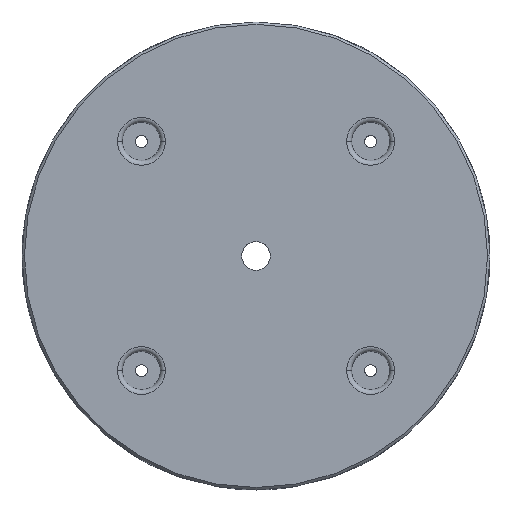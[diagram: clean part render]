
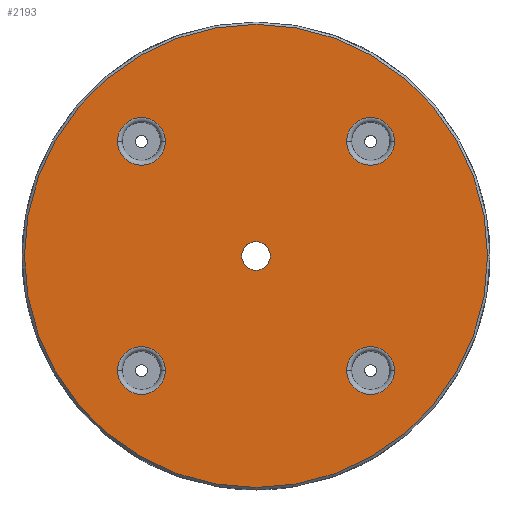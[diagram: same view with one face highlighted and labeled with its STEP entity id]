
A CAD part, top view. The second image highlights one B-rep face of the part: STEP entity #2193.
In plain terms, the highlighted planar face has unit normal (0, 0, 1).
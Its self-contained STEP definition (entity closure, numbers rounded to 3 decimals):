
#9 = DIRECTION ( 'NONE',  ( 1., 0., 0. ) ) ;
#11 = CIRCLE ( 'NONE', #1541, 10. ) ;
#40 = EDGE_LOOP ( 'NONE', ( #814, #782 ) ) ;
#111 = DIRECTION ( 'NONE',  ( 1., 0., 0. ) ) ;
#131 = DIRECTION ( 'NONE',  ( 1., 0., 0. ) ) ;
#142 = ORIENTED_EDGE ( 'NONE', *, *, #1156, .T. ) ;
#155 = CIRCLE ( 'NONE', #1188, 10. ) ;
#164 = CIRCLE ( 'NONE', #3151, 10. ) ;
#189 = CARTESIAN_POINT ( 'NONE',  ( -48., 48., 29. ) ) ;
#194 = EDGE_LOOP ( 'NONE', ( #2154, #1528 ) ) ;
#212 = AXIS2_PLACEMENT_3D ( 'NONE', #2601, #1268, #2929 ) ;
#273 = CARTESIAN_POINT ( 'NONE',  ( 38., 48., 29. ) ) ;
#300 = FACE_BOUND ( 'NONE', #1548, .T. ) ;
#424 = DIRECTION ( 'NONE',  ( 1., 0., 0. ) ) ;
#540 = VERTEX_POINT ( 'NONE', #3960 ) ;
#545 = CIRCLE ( 'NONE', #3513, 6. ) ;
#552 = VERTEX_POINT ( 'NONE', #3698 ) ;
#663 = AXIS2_PLACEMENT_3D ( 'NONE', #2856, #3564, #4189 ) ;
#687 = ORIENTED_EDGE ( 'NONE', *, *, #3128, .T. ) ;
#734 = DIRECTION ( 'NONE',  ( 0., 0., -1. ) ) ;
#744 = ORIENTED_EDGE ( 'NONE', *, *, #2237, .T. ) ;
#770 = CIRCLE ( 'NONE', #2563, 97. ) ;
#782 = ORIENTED_EDGE ( 'NONE', *, *, #1083, .T. ) ;
#790 = DIRECTION ( 'NONE',  ( 1., 0., 0. ) ) ;
#804 = DIRECTION ( 'NONE',  ( 0., 0., -1. ) ) ;
#809 = FACE_BOUND ( 'NONE', #1906, .T. ) ;
#814 = ORIENTED_EDGE ( 'NONE', *, *, #2476, .T. ) ;
#864 = AXIS2_PLACEMENT_3D ( 'NONE', #1495, #804, #131 ) ;
#1013 = AXIS2_PLACEMENT_3D ( 'NONE', #3892, #1262, #9 ) ;
#1069 = EDGE_CURVE ( 'NONE', #540, #2902, #2118, .T. ) ;
#1078 = DIRECTION ( 'NONE',  ( 0., 0., -1. ) ) ;
#1083 = EDGE_CURVE ( 'NONE', #552, #2256, #11, .T. ) ;
#1128 = DIRECTION ( 'NONE',  ( 1., 0., 0. ) ) ;
#1130 = CARTESIAN_POINT ( 'NONE',  ( 38., -48., 29. ) ) ;
#1139 = DIRECTION ( 'NONE',  ( 1., 0., 0. ) ) ;
#1156 = EDGE_CURVE ( 'NONE', #3212, #2157, #770, .T. ) ;
#1188 = AXIS2_PLACEMENT_3D ( 'NONE', #2753, #734, #424 ) ;
#1262 = DIRECTION ( 'NONE',  ( 0., 0., -1. ) ) ;
#1268 = DIRECTION ( 'NONE',  ( 0., 0., 1. ) ) ;
#1298 = DIRECTION ( 'NONE',  ( 0., 0., -1. ) ) ;
#1414 = PLANE ( 'NONE',  #2635 ) ;
#1469 = CARTESIAN_POINT ( 'NONE',  ( 48., -48., 29. ) ) ;
#1495 = CARTESIAN_POINT ( 'NONE',  ( -48., -48., 29. ) ) ;
#1511 = CARTESIAN_POINT ( 'NONE',  ( -58., -48., 29. ) ) ;
#1520 = VERTEX_POINT ( 'NONE', #3489 ) ;
#1528 = ORIENTED_EDGE ( 'NONE', *, *, #1723, .T. ) ;
#1541 = AXIS2_PLACEMENT_3D ( 'NONE', #189, #4080, #1139 ) ;
#1548 = EDGE_LOOP ( 'NONE', ( #4010, #744 ) ) ;
#1571 = CARTESIAN_POINT ( 'NONE',  ( 0., 0., 29. ) ) ;
#1602 = EDGE_CURVE ( 'NONE', #3345, #3793, #164, .T. ) ;
#1608 = CARTESIAN_POINT ( 'NONE',  ( -97., 0., 29. ) ) ;
#1723 = EDGE_CURVE ( 'NONE', #3793, #3345, #3148, .T. ) ;
#1787 = CARTESIAN_POINT ( 'NONE',  ( -38., 48., 29. ) ) ;
#1807 = FACE_OUTER_BOUND ( 'NONE', #2772, .T. ) ;
#1906 = EDGE_LOOP ( 'NONE', ( #3510, #687 ) ) ;
#1955 = DIRECTION ( 'NONE',  ( 0., 0., 1. ) ) ;
#2083 = DIRECTION ( 'NONE',  ( 0., 0., 1. ) ) ;
#2096 = CARTESIAN_POINT ( 'NONE',  ( 0., 0., 29. ) ) ;
#2118 = CIRCLE ( 'NONE', #864, 10. ) ;
#2154 = ORIENTED_EDGE ( 'NONE', *, *, #1602, .T. ) ;
#2157 = VERTEX_POINT ( 'NONE', #1608 ) ;
#2193 = ADVANCED_FACE ( 'NONE', ( #3571, #809, #2504, #300, #1807, #3880 ), #1414, .T. ) ;
#2209 = EDGE_CURVE ( 'NONE', #2823, #2684, #155, .T. ) ;
#2228 = VERTEX_POINT ( 'NONE', #2368 ) ;
#2237 = EDGE_CURVE ( 'NONE', #2684, #2823, #2550, .T. ) ;
#2256 = VERTEX_POINT ( 'NONE', #1787 ) ;
#2368 = CARTESIAN_POINT ( 'NONE',  ( 6., 0., 29. ) ) ;
#2384 = CARTESIAN_POINT ( 'NONE',  ( 0., 0., 29. ) ) ;
#2428 = DIRECTION ( 'NONE',  ( 1., 0., 0. ) ) ;
#2476 = EDGE_CURVE ( 'NONE', #2256, #552, #3976, .T. ) ;
#2495 = CARTESIAN_POINT ( 'NONE',  ( 58., -48., 29. ) ) ;
#2504 = FACE_BOUND ( 'NONE', #194, .T. ) ;
#2550 = CIRCLE ( 'NONE', #3087, 10. ) ;
#2563 = AXIS2_PLACEMENT_3D ( 'NONE', #1571, #1955, #3853 ) ;
#2601 = CARTESIAN_POINT ( 'NONE',  ( 0., 0., 29. ) ) ;
#2635 = AXIS2_PLACEMENT_3D ( 'NONE', #2096, #2083, #790 ) ;
#2684 = VERTEX_POINT ( 'NONE', #273 ) ;
#2735 = DIRECTION ( 'NONE',  ( 0., 0., 1. ) ) ;
#2753 = CARTESIAN_POINT ( 'NONE',  ( 48., 48., 29. ) ) ;
#2772 = EDGE_LOOP ( 'NONE', ( #3413, #142 ) ) ;
#2823 = VERTEX_POINT ( 'NONE', #3590 ) ;
#2850 = CIRCLE ( 'NONE', #663, 6. ) ;
#2856 = CARTESIAN_POINT ( 'NONE',  ( 0., 0., 29. ) ) ;
#2901 = DIRECTION ( 'NONE',  ( 1., 0., 0. ) ) ;
#2902 = VERTEX_POINT ( 'NONE', #1511 ) ;
#2929 = DIRECTION ( 'NONE',  ( 1., 0., 0. ) ) ;
#2994 = AXIS2_PLACEMENT_3D ( 'NONE', #3699, #3059, #3669 ) ;
#3031 = CARTESIAN_POINT ( 'NONE',  ( 97., 0., 29. ) ) ;
#3051 = ORIENTED_EDGE ( 'NONE', *, *, #3968, .F. ) ;
#3059 = DIRECTION ( 'NONE',  ( 0., 0., -1. ) ) ;
#3087 = AXIS2_PLACEMENT_3D ( 'NONE', #4041, #1078, #1128 ) ;
#3128 = EDGE_CURVE ( 'NONE', #2902, #540, #3470, .T. ) ;
#3148 = CIRCLE ( 'NONE', #4095, 10. ) ;
#3151 = AXIS2_PLACEMENT_3D ( 'NONE', #3254, #1298, #2901 ) ;
#3212 = VERTEX_POINT ( 'NONE', #3031 ) ;
#3254 = CARTESIAN_POINT ( 'NONE',  ( 48., -48., 29. ) ) ;
#3345 = VERTEX_POINT ( 'NONE', #2495 ) ;
#3413 = ORIENTED_EDGE ( 'NONE', *, *, #3535, .T. ) ;
#3470 = CIRCLE ( 'NONE', #2994, 10. ) ;
#3489 = CARTESIAN_POINT ( 'NONE',  ( -6., 0., 29. ) ) ;
#3510 = ORIENTED_EDGE ( 'NONE', *, *, #1069, .T. ) ;
#3513 = AXIS2_PLACEMENT_3D ( 'NONE', #2384, #2735, #2428 ) ;
#3535 = EDGE_CURVE ( 'NONE', #2157, #3212, #3780, .T. ) ;
#3564 = DIRECTION ( 'NONE',  ( 0., 0., 1. ) ) ;
#3571 = FACE_BOUND ( 'NONE', #40, .T. ) ;
#3590 = CARTESIAN_POINT ( 'NONE',  ( 58., 48., 29. ) ) ;
#3669 = DIRECTION ( 'NONE',  ( 1., 0., 0. ) ) ;
#3698 = CARTESIAN_POINT ( 'NONE',  ( -58., 48., 29. ) ) ;
#3699 = CARTESIAN_POINT ( 'NONE',  ( -48., -48., 29. ) ) ;
#3705 = DIRECTION ( 'NONE',  ( 0., 0., -1. ) ) ;
#3780 = CIRCLE ( 'NONE', #212, 97. ) ;
#3793 = VERTEX_POINT ( 'NONE', #1130 ) ;
#3853 = DIRECTION ( 'NONE',  ( 1., 0., 0. ) ) ;
#3880 = FACE_BOUND ( 'NONE', #4159, .T. ) ;
#3892 = CARTESIAN_POINT ( 'NONE',  ( -48., 48., 29. ) ) ;
#3912 = ORIENTED_EDGE ( 'NONE', *, *, #4105, .F. ) ;
#3960 = CARTESIAN_POINT ( 'NONE',  ( -38., -48., 29. ) ) ;
#3968 = EDGE_CURVE ( 'NONE', #1520, #2228, #545, .T. ) ;
#3976 = CIRCLE ( 'NONE', #1013, 10. ) ;
#4010 = ORIENTED_EDGE ( 'NONE', *, *, #2209, .T. ) ;
#4041 = CARTESIAN_POINT ( 'NONE',  ( 48., 48., 29. ) ) ;
#4080 = DIRECTION ( 'NONE',  ( 0., 0., -1. ) ) ;
#4095 = AXIS2_PLACEMENT_3D ( 'NONE', #1469, #3705, #111 ) ;
#4105 = EDGE_CURVE ( 'NONE', #2228, #1520, #2850, .T. ) ;
#4159 = EDGE_LOOP ( 'NONE', ( #3912, #3051 ) ) ;
#4189 = DIRECTION ( 'NONE',  ( 1., 0., 0. ) ) ;
